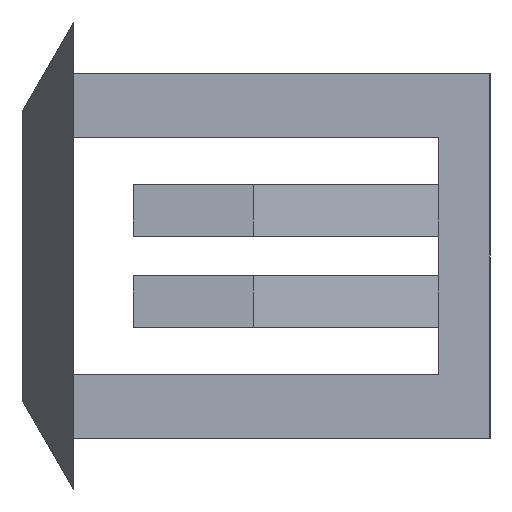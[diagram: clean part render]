
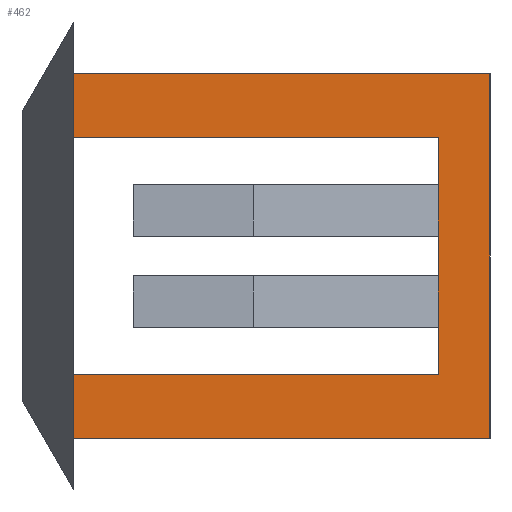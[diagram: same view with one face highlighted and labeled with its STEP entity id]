
A CAD part, left-side view. The second image highlights one B-rep face of the part: STEP entity #462.
In plain terms, the highlighted planar face has unit normal (-1, 0, 0).
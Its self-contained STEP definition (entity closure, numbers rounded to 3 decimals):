
#16 = EDGE_CURVE ( 'NONE', #634, #1131, #344, .T. ) ;
#19 = ORIENTED_EDGE ( 'NONE', *, *, #953, .F. ) ;
#48 = LINE ( 'NONE', #421, #998 ) ;
#57 = VECTOR ( 'NONE', #643, 1000. ) ;
#63 = VECTOR ( 'NONE', #1439, 1000. ) ;
#75 = EDGE_CURVE ( 'NONE', #1452, #807, #248, .T. ) ;
#118 = VECTOR ( 'NONE', #472, 1000. ) ;
#158 = ORIENTED_EDGE ( 'NONE', *, *, #954, .F. ) ;
#159 = ORIENTED_EDGE ( 'NONE', *, *, #75, .F. ) ;
#164 = CARTESIAN_POINT ( 'NONE',  ( -12.75, -9.2, -1.8 ) ) ;
#184 = CARTESIAN_POINT ( 'NONE',  ( -12.75, -48.109, -4.6 ) ) ;
#186 = FACE_OUTER_BOUND ( 'NONE', #272, .T. ) ;
#217 = ORIENTED_EDGE ( 'NONE', *, *, #602, .F. ) ;
#248 = LINE ( 'NONE', #705, #118 ) ;
#259 = CARTESIAN_POINT ( 'NONE',  ( -12.75, 0., 3. ) ) ;
#272 = EDGE_LOOP ( 'NONE', ( #158, #647, #217, #531, #369, #159, #19, #873, #395, #929, #584, #1506 ) ) ;
#302 = VECTOR ( 'NONE', #845, 1000. ) ;
#333 = DIRECTION ( 'NONE',  ( 0., 0., 1. ) ) ;
#339 = DIRECTION ( 'NONE',  ( 0., 0., 1. ) ) ;
#344 = LINE ( 'NONE', #1166, #1259 ) ;
#352 = CARTESIAN_POINT ( 'NONE',  ( -12.75, -9.2, -3. ) ) ;
#364 = VERTEX_POINT ( 'NONE', #703 ) ;
#365 = AXIS2_PLACEMENT_3D ( 'NONE', #883, #1474, #397 ) ;
#369 = ORIENTED_EDGE ( 'NONE', *, *, #1496, .T. ) ;
#391 = LINE ( 'NONE', #741, #641 ) ;
#395 = ORIENTED_EDGE ( 'NONE', *, *, #1400, .T. ) ;
#397 = DIRECTION ( 'NONE',  ( 0., 0., 1. ) ) ;
#401 = LINE ( 'NONE', #1485, #900 ) ;
#421 = CARTESIAN_POINT ( 'NONE',  ( -12.75, 0., 4.6 ) ) ;
#440 = CARTESIAN_POINT ( 'NONE',  ( -12.75, -10.5, -4.6 ) ) ;
#462 = ADVANCED_FACE ( 'NONE', ( #186 ), #708, .T. ) ;
#472 = DIRECTION ( 'NONE',  ( 0., 0., 1. ) ) ;
#531 = ORIENTED_EDGE ( 'NONE', *, *, #16, .F. ) ;
#547 = CARTESIAN_POINT ( 'NONE',  ( -12.75, -9.2, 0.5 ) ) ;
#553 = CARTESIAN_POINT ( 'NONE',  ( -12.75, -10.5, 4.6 ) ) ;
#560 = CARTESIAN_POINT ( 'NONE',  ( -12.75, -9.2, -3. ) ) ;
#566 = DIRECTION ( 'NONE',  ( 0., 0., -1. ) ) ;
#584 = ORIENTED_EDGE ( 'NONE', *, *, #1118, .F. ) ;
#602 = EDGE_CURVE ( 'NONE', #1131, #664, #680, .T. ) ;
#634 = VERTEX_POINT ( 'NONE', #553 ) ;
#641 = VECTOR ( 'NONE', #809, 1000. ) ;
#643 = DIRECTION ( 'NONE',  ( 0., 1., 0. ) ) ;
#647 = ORIENTED_EDGE ( 'NONE', *, *, #1115, .F. ) ;
#664 = VERTEX_POINT ( 'NONE', #697 ) ;
#680 = LINE ( 'NONE', #184, #57 ) ;
#681 = DIRECTION ( 'NONE',  ( 0., 1., 0. ) ) ;
#684 = DIRECTION ( 'NONE',  ( 0., -1., 0. ) ) ;
#697 = CARTESIAN_POINT ( 'NONE',  ( -12.75, 0., -4.6 ) ) ;
#703 = CARTESIAN_POINT ( 'NONE',  ( -12.75, -9.2, -0.5 ) ) ;
#705 = CARTESIAN_POINT ( 'NONE',  ( -12.75, 0., 4.6 ) ) ;
#708 = PLANE ( 'NONE',  #365 ) ;
#741 = CARTESIAN_POINT ( 'NONE',  ( -12.75, -9.2, -3. ) ) ;
#807 = VERTEX_POINT ( 'NONE', #1398 ) ;
#809 = DIRECTION ( 'NONE',  ( 0., 0., 1. ) ) ;
#834 = LINE ( 'NONE', #1217, #1297 ) ;
#845 = DIRECTION ( 'NONE',  ( 0., 1., 0. ) ) ;
#847 = VECTOR ( 'NONE', #684, 1000. ) ;
#871 = VERTEX_POINT ( 'NONE', #1522 ) ;
#873 = ORIENTED_EDGE ( 'NONE', *, *, #1333, .F. ) ;
#878 = EDGE_CURVE ( 'NONE', #1120, #1468, #391, .T. ) ;
#883 = CARTESIAN_POINT ( 'NONE',  ( -12.75, -48.109, 4.6 ) ) ;
#891 = VERTEX_POINT ( 'NONE', #547 ) ;
#900 = VECTOR ( 'NONE', #1515, 1000. ) ;
#929 = ORIENTED_EDGE ( 'NONE', *, *, #1416, .F. ) ;
#953 = EDGE_CURVE ( 'NONE', #1276, #1452, #1391, .T. ) ;
#954 = EDGE_CURVE ( 'NONE', #971, #1120, #1431, .T. ) ;
#971 = VERTEX_POINT ( 'NONE', #1282 ) ;
#976 = CARTESIAN_POINT ( 'NONE',  ( -12.75, -9.2, 3. ) ) ;
#998 = VECTOR ( 'NONE', #333, 1000. ) ;
#1038 = CARTESIAN_POINT ( 'NONE',  ( -12.75, -9.2, 3. ) ) ;
#1091 = LINE ( 'NONE', #164, #1286 ) ;
#1115 = EDGE_CURVE ( 'NONE', #664, #971, #48, .T. ) ;
#1118 = EDGE_CURVE ( 'NONE', #1468, #364, #1091, .T. ) ;
#1120 = VERTEX_POINT ( 'NONE', #352 ) ;
#1131 = VERTEX_POINT ( 'NONE', #440 ) ;
#1162 = DIRECTION ( 'NONE',  ( 0., 0., 1. ) ) ;
#1166 = CARTESIAN_POINT ( 'NONE',  ( -12.75, -10.5, 4.6 ) ) ;
#1205 = LINE ( 'NONE', #1317, #302 ) ;
#1217 = CARTESIAN_POINT ( 'NONE',  ( -12.75, -9.2, -3. ) ) ;
#1259 = VECTOR ( 'NONE', #566, 1000. ) ;
#1273 = LINE ( 'NONE', #1426, #63 ) ;
#1276 = VERTEX_POINT ( 'NONE', #976 ) ;
#1282 = CARTESIAN_POINT ( 'NONE',  ( -12.75, 0., -3. ) ) ;
#1286 = VECTOR ( 'NONE', #339, 1000. ) ;
#1297 = VECTOR ( 'NONE', #1162, 1000. ) ;
#1317 = CARTESIAN_POINT ( 'NONE',  ( -12.75, -48.109, 4.6 ) ) ;
#1333 = EDGE_CURVE ( 'NONE', #871, #1276, #834, .T. ) ;
#1391 = LINE ( 'NONE', #1038, #1475 ) ;
#1398 = CARTESIAN_POINT ( 'NONE',  ( -12.75, 0., 4.6 ) ) ;
#1400 = EDGE_CURVE ( 'NONE', #871, #891, #1273, .T. ) ;
#1416 = EDGE_CURVE ( 'NONE', #364, #891, #401, .T. ) ;
#1419 = CARTESIAN_POINT ( 'NONE',  ( -12.75, -9.2, -1.8 ) ) ;
#1426 = CARTESIAN_POINT ( 'NONE',  ( -12.75, -9.2, 1.8 ) ) ;
#1431 = LINE ( 'NONE', #560, #847 ) ;
#1439 = DIRECTION ( 'NONE',  ( 0., 0., -1. ) ) ;
#1452 = VERTEX_POINT ( 'NONE', #259 ) ;
#1468 = VERTEX_POINT ( 'NONE', #1419 ) ;
#1474 = DIRECTION ( 'NONE',  ( -1., 0., 0. ) ) ;
#1475 = VECTOR ( 'NONE', #681, 1000. ) ;
#1485 = CARTESIAN_POINT ( 'NONE',  ( -12.75, -9.2, -3. ) ) ;
#1496 = EDGE_CURVE ( 'NONE', #634, #807, #1205, .T. ) ;
#1506 = ORIENTED_EDGE ( 'NONE', *, *, #878, .F. ) ;
#1515 = DIRECTION ( 'NONE',  ( 0., 0., 1. ) ) ;
#1522 = CARTESIAN_POINT ( 'NONE',  ( -12.75, -9.2, 1.8 ) ) ;
